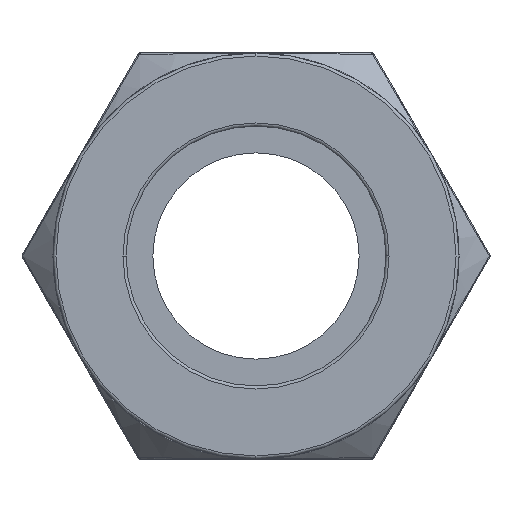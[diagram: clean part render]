
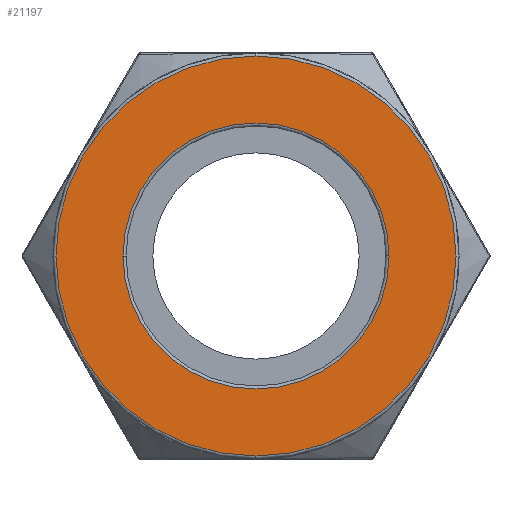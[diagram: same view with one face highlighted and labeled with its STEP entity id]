
A CAD part, left-side view. The second image highlights one B-rep face of the part: STEP entity #21197.
In plain terms, the highlighted face is planar.
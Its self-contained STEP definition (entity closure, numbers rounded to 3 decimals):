
#18151=CARTESIAN_POINT('',(0.,0.,0.));
#18152=DIRECTION('',(-1.,0.,0.));
#18153=DIRECTION('',(0.,1.,0.));
#18154=AXIS2_PLACEMENT_3D('',#18151,#18152,#18153);
#18156=CARTESIAN_POINT('',(0.,0.,0.));
#18157=DIRECTION('',(-1.,0.,0.));
#18158=DIRECTION('',(0.,-1.,0.));
#18159=AXIS2_PLACEMENT_3D('',#18156,#18157,#18158);
#18161=CARTESIAN_POINT('',(0.,0.,0.));
#18162=DIRECTION('',(1.,0.,0.));
#18163=DIRECTION('',(0.,0.,1.));
#18164=AXIS2_PLACEMENT_3D('',#18161,#18162,#18163);
#18166=CARTESIAN_POINT('',(0.,0.,0.));
#18167=DIRECTION('',(1.,0.,0.));
#18168=DIRECTION('',(0.,0.,-1.));
#18169=AXIS2_PLACEMENT_3D('',#18166,#18167,#18168);
#21012=CARTESIAN_POINT('',(0.,8.188,0.));
#21013=CARTESIAN_POINT('',(0.,-8.188,0.));
#21014=VERTEX_POINT('',#21012);
#21015=VERTEX_POINT('',#21013);
#21041=CARTESIAN_POINT('',(0.,0.,12.313));
#21042=CARTESIAN_POINT('',(0.,0.,-12.313));
#21043=VERTEX_POINT('',#21041);
#21044=VERTEX_POINT('',#21042);
#21180=CARTESIAN_POINT('',(0.,0.,0.));
#21181=DIRECTION('',(1.,0.,0.));
#21182=DIRECTION('',(0.,-1.,0.));
#21183=AXIS2_PLACEMENT_3D('',#21180,#21181,#21182);
#21184=PLANE('',#21183);
#21186=ORIENTED_EDGE('',*,*,#21185,.F.);
#21188=ORIENTED_EDGE('',*,*,#21187,.F.);
#21189=EDGE_LOOP('',(#21186,#21188));
#21190=FACE_OUTER_BOUND('',#21189,.F.);
#21192=ORIENTED_EDGE('',*,*,#21191,.F.);
#21194=ORIENTED_EDGE('',*,*,#21193,.F.);
#21195=EDGE_LOOP('',(#21192,#21194));
#21196=FACE_BOUND('',#21195,.F.);
#18155=CIRCLE('',#18154,8.188);
#18160=CIRCLE('',#18159,8.188);
#18165=CIRCLE('',#18164,12.313);
#18170=CIRCLE('',#18169,12.313);
#21185=EDGE_CURVE('',#21043,#21044,#18165,.T.);
#21187=EDGE_CURVE('',#21044,#21043,#18170,.T.);
#21191=EDGE_CURVE('',#21014,#21015,#18155,.T.);
#21193=EDGE_CURVE('',#21015,#21014,#18160,.T.);
#21197=ADVANCED_FACE('',(#21190,#21196),#21184,.T.);
